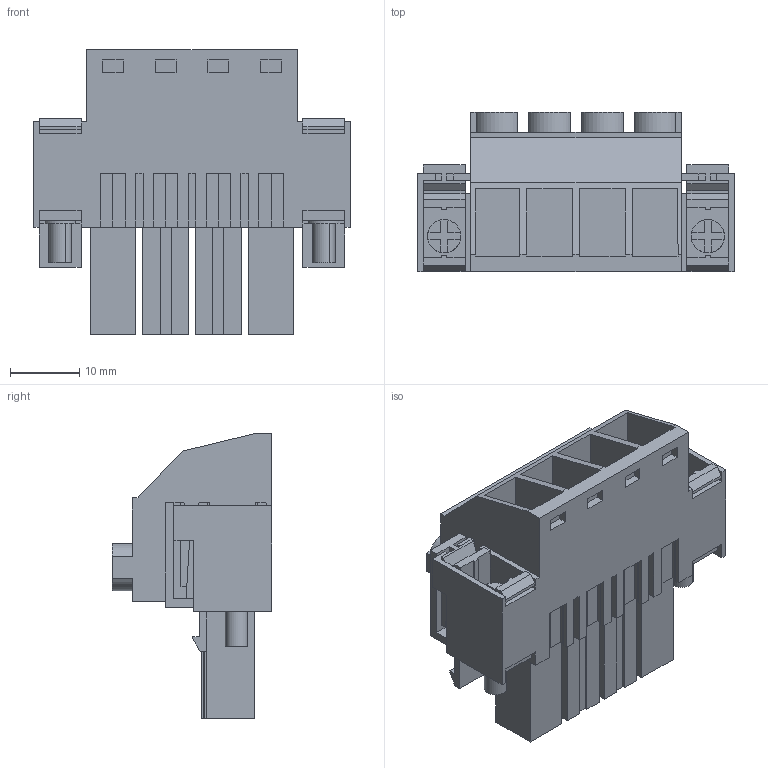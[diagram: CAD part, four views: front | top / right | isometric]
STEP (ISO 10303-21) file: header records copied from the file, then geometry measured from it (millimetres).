
FILE_DESCRIPTION(('CATIA V5 STEP','CAx-IF Rec.Pracs.--- Model Styling and Organization---1.2---2011-12-15'),'2;1');
FILE_NAME ('D1459357_0_1930180000_1930180000.stp','2017-07-31T10:53:43+00:00',('none'),('Weidmueller'),'CATIA Version 5-6 Release 2014','CATIA V5 STEP AP214','none');
FILE_SCHEMA(('AUTOMOTIVE_DESIGN { 1 0 10303 214 1 1 1 1 }'));
Length unit declared in the file: millimetre
Products named in the file (1): 1930180000
Bounding box: 45.72 x 23.1 x 41.15 mm (x, y, z)
Volume: 16009.6 mm3; surface area: 12979.6 mm2
Topology: 9 solids, 9 shells, 579 faces, 1626 edges, 1088 vertices
Faces by surface type: plane 535, cylinder 44
Entity records: 17156 total; most frequent: ORIENTED_EDGE 3252, CARTESIAN_POINT 3122, DIRECTION 2288, EDGE_CURVE 1626, VECTOR 1470, LINE 1470, VERTEX_POINT 1088, EDGE_LOOP 610
